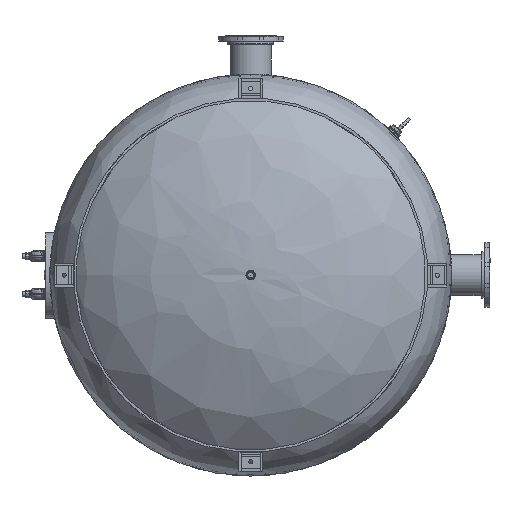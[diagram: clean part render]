
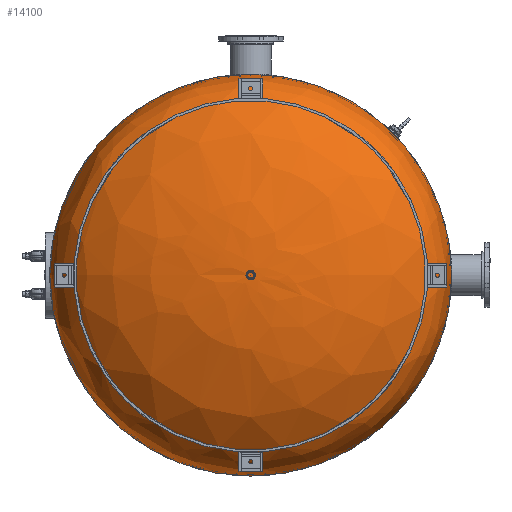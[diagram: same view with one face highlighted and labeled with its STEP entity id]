
A CAD part, front view. The second image highlights one B-rep face of the part: STEP entity #14100.
In plain terms, the highlighted free-form (B-spline) face has degree [2, 2] with [3, 9] control points.
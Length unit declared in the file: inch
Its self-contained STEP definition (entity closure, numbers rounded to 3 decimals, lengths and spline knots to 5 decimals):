
#445=ELLIPSE('',#15388,42.,21.1875);
#854=CIRCLE('',#15384,42.);
#855=CIRCLE('',#15385,42.);
#3968=FACE_OUTER_BOUND('',#4797,.T.);
#4797=EDGE_LOOP('',(#9911,#9912,#9913,#9914));
#6232=VERTEX_POINT('',#21646);
#6233=VERTEX_POINT('',#21648);
#6235=VERTEX_POINT('',#21681);
#7678=EDGE_CURVE('',#6232,#6233,#854,.T.);
#7679=EDGE_CURVE('',#6233,#6232,#855,.T.);
#7681=EDGE_CURVE('',#6235,#6233,#445,.T.);
#9911=ORIENTED_EDGE('',*,*,#7681,.T.);
#9912=ORIENTED_EDGE('',*,*,#7678,.F.);
#9913=ORIENTED_EDGE('',*,*,#7679,.F.);
#9914=ORIENTED_EDGE('',*,*,#7681,.F.);
#14065=(
BOUNDED_SURFACE()
B_SPLINE_SURFACE(2,2,((#21654,#21655,#21656,#21657,#21658,#21659,#21660,
#21661,#21662),(#21663,#21664,#21665,#21666,#21667,#21668,#21669,#21670,
#21671),(#21672,#21673,#21674,#21675,#21676,#21677,#21678,#21679,#21680)),
 .UNSPECIFIED.,.F.,.T.,.F.)
B_SPLINE_SURFACE_WITH_KNOTS((3,3),(3,2,2,2,3),(0.,1.5708),(0.,
1.5708,3.14159,4.71239,6.28319),
 .UNSPECIFIED.)
GEOMETRIC_REPRESENTATION_ITEM()
RATIONAL_B_SPLINE_SURFACE(((1.,0.707,1.,0.707,1.,
0.707,1.,0.707,1.),(0.707,0.5,0.707,
0.5,0.707,0.5,0.707,0.5,0.707),(1.,
0.707,1.,0.707,1.,0.707,1.,0.707,
1.)))
REPRESENTATION_ITEM('')
SURFACE()
);
#14100=ADVANCED_FACE('',(#3968),#14065,.T.);
#15384=AXIS2_PLACEMENT_3D('',#21649,#16914,#16915);
#15385=AXIS2_PLACEMENT_3D('',#21650,#16916,#16917);
#15388=AXIS2_PLACEMENT_3D('',#21682,#16922,#16923);
#16914=DIRECTION('center_axis',(0.,-1.,0.));
#16915=DIRECTION('ref_axis',(1.,0.,0.));
#16916=DIRECTION('center_axis',(0.,-1.,0.));
#16917=DIRECTION('ref_axis',(1.,0.,0.));
#16922=DIRECTION('center_axis',(0.,0.,-1.));
#16923=DIRECTION('ref_axis',(1.,0.,0.));
#21646=CARTESIAN_POINT('',(-42.,0.,0.));
#21648=CARTESIAN_POINT('',(42.,0.,0.));
#21649=CARTESIAN_POINT('Origin',(0.,0.,0.));
#21650=CARTESIAN_POINT('Origin',(0.,0.,0.));
#21654=CARTESIAN_POINT('Ctrl Pts',(42.,0.,0.));
#21655=CARTESIAN_POINT('Ctrl Pts',(42.,0.,42.));
#21656=CARTESIAN_POINT('Ctrl Pts',(0.,0.,42.));
#21657=CARTESIAN_POINT('Ctrl Pts',(-42.,0.,42.));
#21658=CARTESIAN_POINT('Ctrl Pts',(-42.,0.,0.));
#21659=CARTESIAN_POINT('Ctrl Pts',(-42.,0.,-42.));
#21660=CARTESIAN_POINT('Ctrl Pts',(0.,0.,-42.));
#21661=CARTESIAN_POINT('Ctrl Pts',(42.,0.,-42.));
#21662=CARTESIAN_POINT('Ctrl Pts',(42.,0.,0.));
#21663=CARTESIAN_POINT('Ctrl Pts',(42.,21.1875,0.));
#21664=CARTESIAN_POINT('Ctrl Pts',(42.,21.1875,42.));
#21665=CARTESIAN_POINT('Ctrl Pts',(0.,21.1875,42.));
#21666=CARTESIAN_POINT('Ctrl Pts',(-42.,21.1875,42.));
#21667=CARTESIAN_POINT('Ctrl Pts',(-42.,21.1875,0.));
#21668=CARTESIAN_POINT('Ctrl Pts',(-42.,21.1875,-42.));
#21669=CARTESIAN_POINT('Ctrl Pts',(0.,21.1875,-42.));
#21670=CARTESIAN_POINT('Ctrl Pts',(42.,21.1875,-42.));
#21671=CARTESIAN_POINT('Ctrl Pts',(42.,21.1875,0.));
#21672=CARTESIAN_POINT('Ctrl Pts',(0.,21.1875,0.));
#21673=CARTESIAN_POINT('Ctrl Pts',(0.,21.1875,0.));
#21674=CARTESIAN_POINT('Ctrl Pts',(0.,21.1875,0.));
#21675=CARTESIAN_POINT('Ctrl Pts',(0.,21.1875,0.));
#21676=CARTESIAN_POINT('Ctrl Pts',(0.,21.1875,0.));
#21677=CARTESIAN_POINT('Ctrl Pts',(0.,21.1875,0.));
#21678=CARTESIAN_POINT('Ctrl Pts',(0.,21.1875,0.));
#21679=CARTESIAN_POINT('Ctrl Pts',(0.,21.1875,0.));
#21680=CARTESIAN_POINT('Ctrl Pts',(0.,21.1875,0.));
#21681=CARTESIAN_POINT('',(0.,21.1875,0.));
#21682=CARTESIAN_POINT('Origin',(0.,0.,0.));
